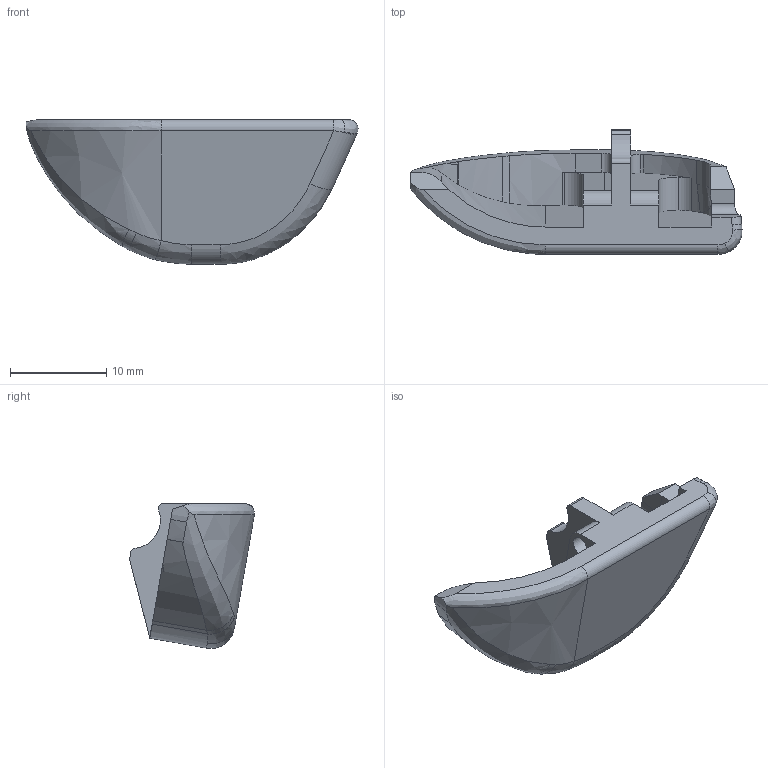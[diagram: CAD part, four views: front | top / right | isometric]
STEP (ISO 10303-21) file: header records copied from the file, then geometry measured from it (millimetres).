
FILE_DESCRIPTION (( 'STEP AP214' ), '1' );
FILE_NAME ('Trigger Button Right.STEP', '2023-08-06T21:27:09', ( '' ), ( '' ), 'SwSTEP 2.0', 'SolidWorks 2021', '' );
FILE_SCHEMA (( 'AUTOMOTIVE_DESIGN' ));
Length unit declared in the file: millimetre
Products named in the file (1): Trigger Button Right
Bounding box: 34.58 x 13.02 x 15.1 mm (x, y, z)
Volume: 1929.8 mm3; surface area: 1627.6 mm2
Topology: 1 solids, 1 shells, 79 faces, 223 edges, 146 vertices
Faces by surface type: bspline 27, cylinder 26, plane 26
Entity records: 4471 total; most frequent: CARTESIAN_POINT 1939, ORIENTED_EDGE 446, DIRECTION 287, EDGE_CURVE 223, VERTEX_POINT 146, VECTOR 101, LINE 101, AXIS2_PLACEMENT_3D 93
